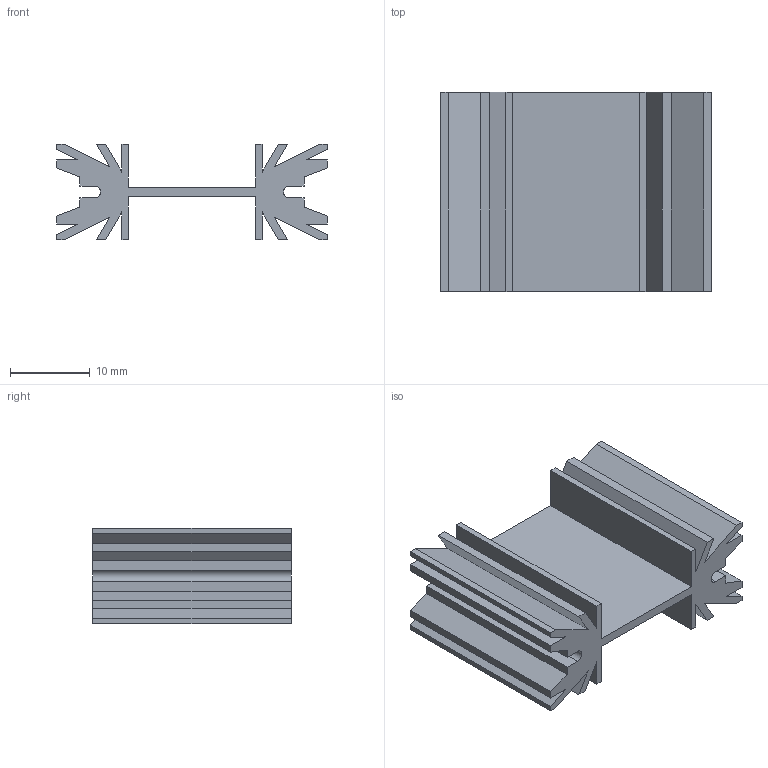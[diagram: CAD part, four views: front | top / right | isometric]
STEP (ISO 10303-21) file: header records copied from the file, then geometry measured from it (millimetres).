
FILE_DESCRIPTION (( 'STEP AP214' ), '1' );
FILE_NAME ('heatsink.STEP', '2013-12-08T15:09:55', ( '' ), ( '' ), 'SwSTEP 2.0', 'SolidWorks 2012', '' );
FILE_SCHEMA (( 'AUTOMOTIVE_DESIGN' ));
Length unit declared in the file: millimetre
Products named in the file (1): heatsink
Bounding box: 34 x 25 x 12 mm (x, y, z)
Volume: 3873 mm3; surface area: 5116.8 mm2
Topology: 1 solids, 1 shells, 66 faces, 192 edges, 128 vertices
Faces by surface type: plane 64, cylinder 2
Entity records: 2174 total; most frequent: CARTESIAN_POINT 387, ORIENTED_EDGE 384, DIRECTION 330, EDGE_CURVE 192, LINE 188, VECTOR 188, VERTEX_POINT 128, AXIS2_PLACEMENT_3D 71
